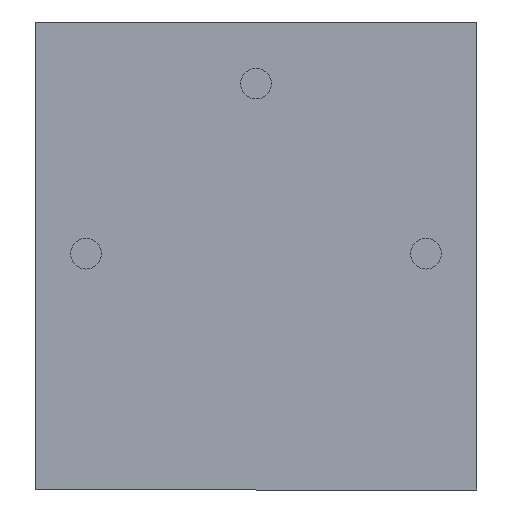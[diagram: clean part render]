
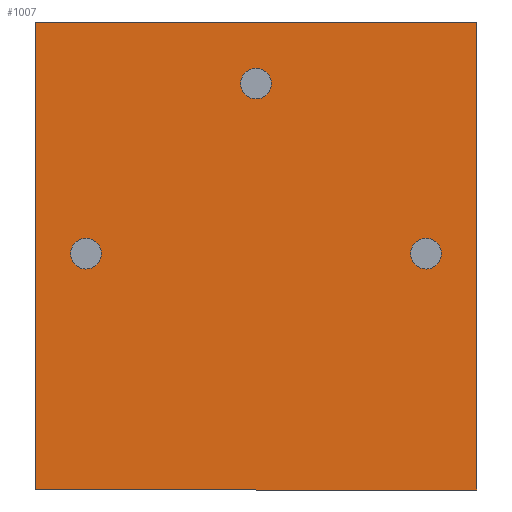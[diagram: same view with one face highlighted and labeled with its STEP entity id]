
A CAD part, front view. The second image highlights one B-rep face of the part: STEP entity #1007.
In plain terms, the highlighted planar face has unit normal (0, -1, 0).
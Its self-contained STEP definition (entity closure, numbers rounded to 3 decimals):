
#1 = CARTESIAN_POINT ( 'NONE',  ( 2.54, 0., 0.265 ) ) ;
#25 = VECTOR ( 'NONE', #764, 1000. ) ;
#36 = AXIS2_PLACEMENT_3D ( 'NONE', #270, #183, #353 ) ;
#58 = CARTESIAN_POINT ( 'NONE',  ( 2.54, 0., 0.035 ) ) ;
#95 = DIRECTION ( 'NONE',  ( 0., 0., 1. ) ) ;
#109 = ORIENTED_EDGE ( 'NONE', *, *, #192, .F. ) ;
#119 = CIRCLE ( 'NONE', #124, 0.23 ) ;
#124 = AXIS2_PLACEMENT_3D ( 'NONE', #235, #564, #149 ) ;
#144 = VERTEX_POINT ( 'NONE', #799 ) ;
#149 = DIRECTION ( 'NONE',  ( 0., 0., 1. ) ) ;
#152 = ORIENTED_EDGE ( 'NONE', *, *, #713, .F. ) ;
#162 = EDGE_LOOP ( 'NONE', ( #658, #633 ) ) ;
#183 = DIRECTION ( 'NONE',  ( 0., -1., 0. ) ) ;
#192 = EDGE_CURVE ( 'NONE', #429, #525, #119, .T. ) ;
#196 = CARTESIAN_POINT ( 'NONE',  ( 0., 0., 2.345 ) ) ;
#201 = CARTESIAN_POINT ( 'NONE',  ( 3.3, 0., 0. ) ) ;
#204 = FACE_OUTER_BOUND ( 'NONE', #284, .T. ) ;
#224 = CARTESIAN_POINT ( 'NONE',  ( 2.54, 0., -0.195 ) ) ;
#235 = CARTESIAN_POINT ( 'NONE',  ( 2.54, 0., 0.035 ) ) ;
#237 = DIRECTION ( 'NONE',  ( 0., 0., 1. ) ) ;
#239 = LINE ( 'NONE', #435, #671 ) ;
#244 = CARTESIAN_POINT ( 'NONE',  ( -2.54, 0., -0.195 ) ) ;
#270 = CARTESIAN_POINT ( 'NONE',  ( 0., 0., 2.575 ) ) ;
#284 = EDGE_LOOP ( 'NONE', ( #637, #962, #886, #522 ) ) ;
#290 = EDGE_CURVE ( 'NONE', #990, #940, #854, .T. ) ;
#299 = CARTESIAN_POINT ( 'NONE',  ( -3.3, 0., -3.495 ) ) ;
#302 = CARTESIAN_POINT ( 'NONE',  ( 0., 0., 0. ) ) ;
#304 = PLANE ( 'NONE',  #334 ) ;
#305 = EDGE_CURVE ( 'NONE', #794, #979, #543, .T. ) ;
#311 = DIRECTION ( 'NONE',  ( 0., 0., 1. ) ) ;
#328 = DIRECTION ( 'NONE',  ( -1., 0., 0. ) ) ;
#333 = DIRECTION ( 'NONE',  ( -1., 0., 0. ) ) ;
#334 = AXIS2_PLACEMENT_3D ( 'NONE', #302, #640, #885 ) ;
#353 = DIRECTION ( 'NONE',  ( 0., 0., 1. ) ) ;
#357 = CARTESIAN_POINT ( 'NONE',  ( 0., 0., 3.495 ) ) ;
#359 = LINE ( 'NONE', #357, #976 ) ;
#381 = FACE_BOUND ( 'NONE', #939, .T. ) ;
#385 = ORIENTED_EDGE ( 'NONE', *, *, #424, .F. ) ;
#410 = EDGE_LOOP ( 'NONE', ( #385, #109 ) ) ;
#414 = CIRCLE ( 'NONE', #844, 0.23 ) ;
#423 = CARTESIAN_POINT ( 'NONE',  ( 3.3, 0., 3.495 ) ) ;
#424 = EDGE_CURVE ( 'NONE', #525, #429, #428, .T. ) ;
#428 = CIRCLE ( 'NONE', #1025, 0.23 ) ;
#429 = VERTEX_POINT ( 'NONE', #224 ) ;
#435 = CARTESIAN_POINT ( 'NONE',  ( 0., 0., -3.495 ) ) ;
#451 = VECTOR ( 'NONE', #869, 1000. ) ;
#491 = CARTESIAN_POINT ( 'NONE',  ( 0., 0., 2.575 ) ) ;
#508 = AXIS2_PLACEMENT_3D ( 'NONE', #922, #994, #95 ) ;
#522 = ORIENTED_EDGE ( 'NONE', *, *, #690, .T. ) ;
#525 = VERTEX_POINT ( 'NONE', #1 ) ;
#538 = EDGE_CURVE ( 'NONE', #144, #692, #414, .T. ) ;
#543 = CIRCLE ( 'NONE', #675, 0.23 ) ;
#552 = FACE_BOUND ( 'NONE', #410, .T. ) ;
#564 = DIRECTION ( 'NONE',  ( 0., -1., 0. ) ) ;
#584 = VERTEX_POINT ( 'NONE', #423 ) ;
#623 = CIRCLE ( 'NONE', #36, 0.23 ) ;
#626 = EDGE_CURVE ( 'NONE', #1056, #940, #239, .T. ) ;
#633 = ORIENTED_EDGE ( 'NONE', *, *, #734, .F. ) ;
#637 = ORIENTED_EDGE ( 'NONE', *, *, #290, .T. ) ;
#640 = DIRECTION ( 'NONE',  ( 0., 1., 0. ) ) ;
#658 = ORIENTED_EDGE ( 'NONE', *, *, #538, .F. ) ;
#671 = VECTOR ( 'NONE', #328, 1000. ) ;
#675 = AXIS2_PLACEMENT_3D ( 'NONE', #491, #1041, #237 ) ;
#690 = EDGE_CURVE ( 'NONE', #584, #990, #359, .T. ) ;
#692 = VERTEX_POINT ( 'NONE', #244 ) ;
#713 = EDGE_CURVE ( 'NONE', #979, #794, #623, .T. ) ;
#734 = EDGE_CURVE ( 'NONE', #692, #144, #875, .T. ) ;
#739 = CARTESIAN_POINT ( 'NONE',  ( -2.54, 0., 0.035 ) ) ;
#750 = DIRECTION ( 'NONE',  ( 0., -1., 0. ) ) ;
#764 = DIRECTION ( 'NONE',  ( 0., 0., -1. ) ) ;
#778 = CARTESIAN_POINT ( 'NONE',  ( 0., 0., 2.805 ) ) ;
#785 = CARTESIAN_POINT ( 'NONE',  ( -3.3, 0., 0. ) ) ;
#794 = VERTEX_POINT ( 'NONE', #196 ) ;
#799 = CARTESIAN_POINT ( 'NONE',  ( -2.54, 0., 0.265 ) ) ;
#810 = EDGE_CURVE ( 'NONE', #584, #1056, #845, .T. ) ;
#844 = AXIS2_PLACEMENT_3D ( 'NONE', #739, #750, #983 ) ;
#845 = LINE ( 'NONE', #201, #25 ) ;
#852 = ORIENTED_EDGE ( 'NONE', *, *, #305, .F. ) ;
#854 = LINE ( 'NONE', #785, #451 ) ;
#869 = DIRECTION ( 'NONE',  ( 0., 0., -1. ) ) ;
#875 = CIRCLE ( 'NONE', #508, 0.23 ) ;
#877 = CARTESIAN_POINT ( 'NONE',  ( -3.3, 0., 3.495 ) ) ;
#885 = DIRECTION ( 'NONE',  ( 0., 0., 1. ) ) ;
#886 = ORIENTED_EDGE ( 'NONE', *, *, #810, .F. ) ;
#922 = CARTESIAN_POINT ( 'NONE',  ( -2.54, 0., 0.035 ) ) ;
#935 = FACE_BOUND ( 'NONE', #162, .T. ) ;
#939 = EDGE_LOOP ( 'NONE', ( #152, #852 ) ) ;
#940 = VERTEX_POINT ( 'NONE', #299 ) ;
#959 = CARTESIAN_POINT ( 'NONE',  ( 3.3, 0., -3.495 ) ) ;
#961 = DIRECTION ( 'NONE',  ( 0., -1., 0. ) ) ;
#962 = ORIENTED_EDGE ( 'NONE', *, *, #626, .F. ) ;
#976 = VECTOR ( 'NONE', #333, 1000. ) ;
#979 = VERTEX_POINT ( 'NONE', #778 ) ;
#983 = DIRECTION ( 'NONE',  ( 0., 0., 1. ) ) ;
#990 = VERTEX_POINT ( 'NONE', #877 ) ;
#994 = DIRECTION ( 'NONE',  ( 0., -1., 0. ) ) ;
#1007 = ADVANCED_FACE ( 'NONE', ( #935, #552, #381, #204 ), #304, .F. ) ;
#1025 = AXIS2_PLACEMENT_3D ( 'NONE', #58, #961, #311 ) ;
#1041 = DIRECTION ( 'NONE',  ( 0., -1., 0. ) ) ;
#1056 = VERTEX_POINT ( 'NONE', #959 ) ;
